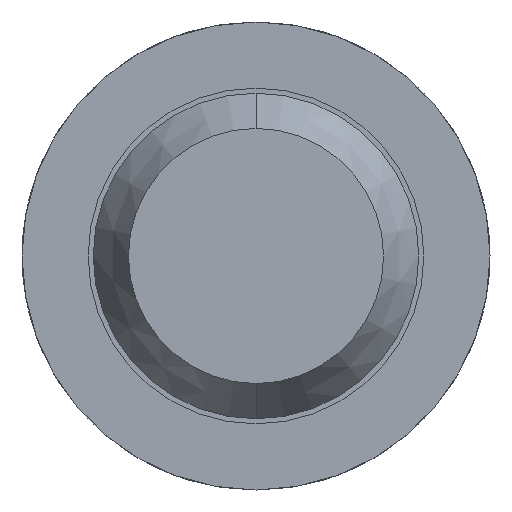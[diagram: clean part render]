
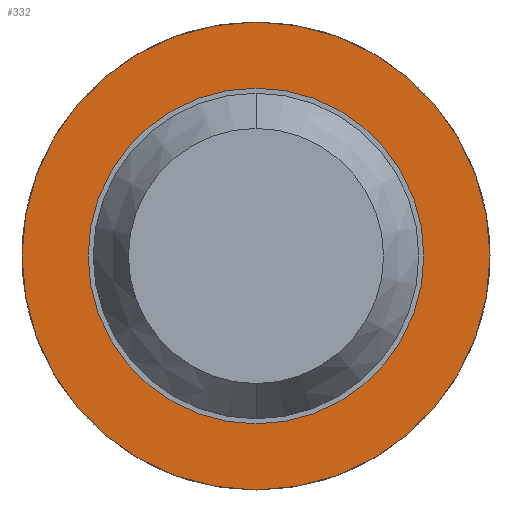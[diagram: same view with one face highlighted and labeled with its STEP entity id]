
A CAD part, front view. The second image highlights one B-rep face of the part: STEP entity #332.
In plain terms, the highlighted planar face has unit normal (0, -1, 0).
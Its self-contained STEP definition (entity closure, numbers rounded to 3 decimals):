
#107 = DIRECTION ( 'NONE',  ( 0., 1., 0. ) ) ;
#121 = DIRECTION ( 'NONE',  ( 0., 0., 1. ) ) ;
#321 = AXIS2_PLACEMENT_3D ( 'NONE', #2071, #4273, #3218 ) ;
#332 = ADVANCED_FACE ( 'Defeature ausgef�hrt3_8', ( #1435, #1724 ), #4493, .F. ) ;
#529 = ORIENTED_EDGE ( 'NONE', *, *, #2277, .T. ) ;
#576 = CARTESIAN_POINT ( 'NONE',  ( 0., -1.7, 0. ) ) ;
#610 = EDGE_CURVE ( 'Defeature ausgef�hrt3_4+Defeature ausgef�hrt3_8+Defeature ausgef�hrt3_8+Defeature ausgef�hrt3_8', #1408, #4059, #3930, .T. ) ;
#885 = ORIENTED_EDGE ( 'NONE', *, *, #3900, .F. ) ;
#1138 = CIRCLE ( 'NONE', #2196, 0.825 ) ;
#1381 = EDGE_LOOP ( 'NONE', ( #885, #3749 ) ) ;
#1408 = VERTEX_POINT ( 'NONE', #4262 ) ;
#1435 = FACE_OUTER_BOUND ( 'NONE', #1381, .T. ) ;
#1524 = CARTESIAN_POINT ( 'NONE',  ( 0., -1.7, 0. ) ) ;
#1548 = CARTESIAN_POINT ( 'NONE',  ( 0.825, -1.7, 0. ) ) ;
#1631 = ORIENTED_EDGE ( 'NONE', *, *, #2948, .T. ) ;
#1658 = CIRCLE ( 'NONE', #2953, 1.15 ) ;
#1662 = DIRECTION ( 'NONE',  ( 0., 1., 0. ) ) ;
#1724 = FACE_BOUND ( 'NONE', #3972, .T. ) ;
#1912 = DIRECTION ( 'NONE',  ( 0., 0., 1. ) ) ;
#2014 = VERTEX_POINT ( 'NONE', #3048 ) ;
#2071 = CARTESIAN_POINT ( 'NONE',  ( 0., -1.7, 0. ) ) ;
#2167 = CIRCLE ( 'NONE', #3259, 0.825 ) ;
#2196 = AXIS2_PLACEMENT_3D ( 'NONE', #1524, #107, #1912 ) ;
#2277 = EDGE_CURVE ( 'Defeature ausgef�hrt3_8+Defeature ausgef�hrt3_7+Defeature ausgef�hrt3_7+Defeature ausgef�hrt3_7', #3815, #2014, #1138, .T. ) ;
#2326 = DIRECTION ( 'NONE',  ( 0., 1., 0. ) ) ;
#2340 = DIRECTION ( 'NONE',  ( 0., 1., 0. ) ) ;
#2669 = DIRECTION ( 'NONE',  ( 0., 0., 1. ) ) ;
#2948 = EDGE_CURVE ( 'Defeature ausgef�hrt3_8+Defeature ausgef�hrt3_7+Defeature ausgef�hrt3_7+Defeature ausgef�hrt3_7', #2014, #3815, #2167, .T. ) ;
#2953 = AXIS2_PLACEMENT_3D ( 'NONE', #4160, #2340, #2669 ) ;
#3030 = CARTESIAN_POINT ( 'NONE',  ( 0., -1.7, -0.825 ) ) ;
#3048 = CARTESIAN_POINT ( 'NONE',  ( 0., -1.7, 0.825 ) ) ;
#3218 = DIRECTION ( 'NONE',  ( 0., 0., 1. ) ) ;
#3259 = AXIS2_PLACEMENT_3D ( 'NONE', #576, #1662, #4186 ) ;
#3351 = AXIS2_PLACEMENT_3D ( 'NONE', #1548, #2326, #121 ) ;
#3749 = ORIENTED_EDGE ( 'NONE', *, *, #610, .F. ) ;
#3815 = VERTEX_POINT ( 'NONE', #3030 ) ;
#3900 = EDGE_CURVE ( 'Defeature ausgef�hrt3_4+Defeature ausgef�hrt3_8+Defeature ausgef�hrt3_8+Defeature ausgef�hrt3_8', #4059, #1408, #1658, .T. ) ;
#3930 = CIRCLE ( 'NONE', #321, 1.15 ) ;
#3972 = EDGE_LOOP ( 'NONE', ( #1631, #529 ) ) ;
#4059 = VERTEX_POINT ( 'NONE', #4311 ) ;
#4160 = CARTESIAN_POINT ( 'NONE',  ( 0., -1.7, 0. ) ) ;
#4186 = DIRECTION ( 'NONE',  ( 0., 0., 1. ) ) ;
#4262 = CARTESIAN_POINT ( 'NONE',  ( 0., -1.7, -1.15 ) ) ;
#4273 = DIRECTION ( 'NONE',  ( 0., 1., 0. ) ) ;
#4311 = CARTESIAN_POINT ( 'NONE',  ( 0., -1.7, 1.15 ) ) ;
#4493 = PLANE ( 'NONE',  #3351 ) ;
